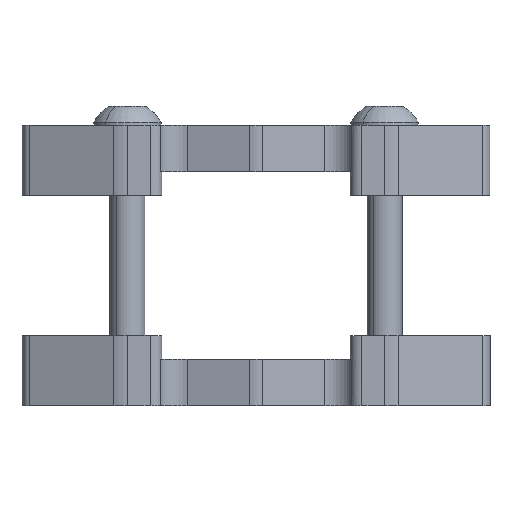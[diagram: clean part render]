
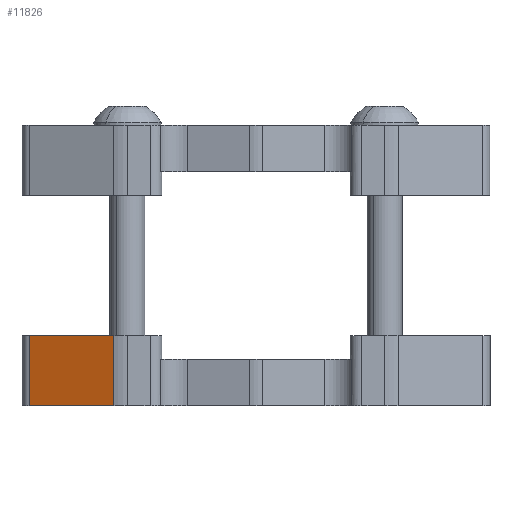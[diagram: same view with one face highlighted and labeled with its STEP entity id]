
A CAD part, front view. The second image highlights one B-rep face of the part: STEP entity #11826.
In plain terms, the highlighted face is planar.
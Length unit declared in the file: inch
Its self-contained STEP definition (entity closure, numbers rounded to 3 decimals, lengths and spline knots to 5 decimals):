
#508 = VECTOR ( 'NONE', #2240, 39.37008 ) ;
#872 = EDGE_CURVE ( 'NONE', #2491, #15590, #26766, .T. ) ;
#1729 = DIRECTION ( 'NONE',  ( -0.381, 0.925, 0. ) ) ;
#2240 = DIRECTION ( 'NONE',  ( 0., 0., 1. ) ) ;
#2491 = VERTEX_POINT ( 'NONE', #24814 ) ;
#2633 = ORIENTED_EDGE ( 'NONE', *, *, #872, .F. ) ;
#2831 = VECTOR ( 'NONE', #8021, 39.37008 ) ;
#3888 = LINE ( 'NONE', #10895, #7492 ) ;
#4579 = LINE ( 'NONE', #22221, #508 ) ;
#6472 = ORIENTED_EDGE ( 'NONE', *, *, #12057, .F. ) ;
#6718 = VERTEX_POINT ( 'NONE', #20346 ) ;
#7492 = VECTOR ( 'NONE', #12794, 39.37008 ) ;
#8021 = DIRECTION ( 'NONE',  ( -0.925, -0.381, 0. ) ) ;
#9437 = EDGE_CURVE ( 'NONE', #6718, #22745, #14730, .T. ) ;
#10629 = DIRECTION ( 'NONE',  ( -0.925, -0.381, 0. ) ) ;
#10895 = CARTESIAN_POINT ( 'NONE',  ( 0.75886, -1.36089, -0.125 ) ) ;
#11317 = CARTESIAN_POINT ( 'NONE',  ( 1.25, -1.15875, -0.125 ) ) ;
#11826 = ADVANCED_FACE ( 'NONE', ( #12831 ), #13264, .F. ) ;
#11895 = EDGE_LOOP ( 'NONE', ( #2633, #26133, #23790, #6472 ) ) ;
#12057 = EDGE_CURVE ( 'NONE', #15590, #22745, #3888, .T. ) ;
#12794 = DIRECTION ( 'NONE',  ( 0., 0., 1. ) ) ;
#12831 = FACE_OUTER_BOUND ( 'NONE', #11895, .T. ) ;
#13264 = PLANE ( 'NONE',  #13575 ) ;
#13575 = AXIS2_PLACEMENT_3D ( 'NONE', #24042, #1729, #10629 ) ;
#14730 = LINE ( 'NONE', #21290, #2831 ) ;
#15590 = VERTEX_POINT ( 'NONE', #19342 ) ;
#19342 = CARTESIAN_POINT ( 'NONE',  ( 0.75886, -1.36089, -0.125 ) ) ;
#19558 = EDGE_CURVE ( 'NONE', #2491, #6718, #4579, .T. ) ;
#20208 = DIRECTION ( 'NONE',  ( -0.925, -0.381, 0. ) ) ;
#20346 = CARTESIAN_POINT ( 'NONE',  ( 1.21129, -1.17468, 0.25 ) ) ;
#20588 = CARTESIAN_POINT ( 'NONE',  ( 0.75886, -1.36089, 0.25 ) ) ;
#21290 = CARTESIAN_POINT ( 'NONE',  ( 1.25, -1.15875, 0.25 ) ) ;
#22221 = CARTESIAN_POINT ( 'NONE',  ( 1.21129, -1.17468, -0.125 ) ) ;
#22745 = VERTEX_POINT ( 'NONE', #20588 ) ;
#23790 = ORIENTED_EDGE ( 'NONE', *, *, #9437, .T. ) ;
#24042 = CARTESIAN_POINT ( 'NONE',  ( 1.25, -1.15875, -0.125 ) ) ;
#24814 = CARTESIAN_POINT ( 'NONE',  ( 1.21129, -1.17468, -0.125 ) ) ;
#26133 = ORIENTED_EDGE ( 'NONE', *, *, #19558, .T. ) ;
#26766 = LINE ( 'NONE', #11317, #27405 ) ;
#27405 = VECTOR ( 'NONE', #20208, 39.37008 ) ;
